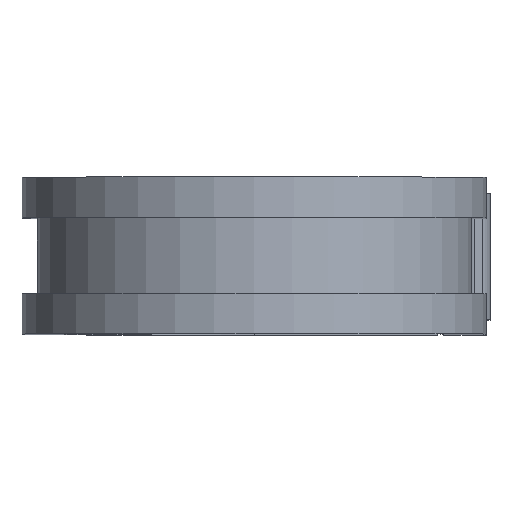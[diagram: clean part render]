
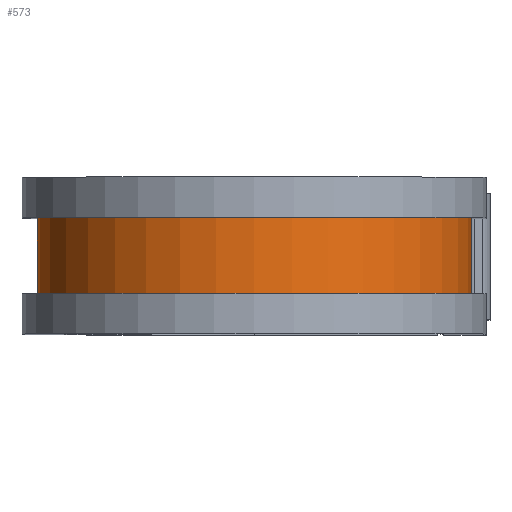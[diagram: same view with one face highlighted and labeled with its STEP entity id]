
A CAD part, top view. The second image highlights one B-rep face of the part: STEP entity #573.
In plain terms, the highlighted cylindrical face has radius 21.793 mm (diameter 43.586 mm), a partial arc.
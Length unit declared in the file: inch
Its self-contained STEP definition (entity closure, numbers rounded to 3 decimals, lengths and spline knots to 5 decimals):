
#23 = LINE ( 'NONE', #1677, #156 ) ;
#92 = VERTEX_POINT ( 'NONE', #1482 ) ;
#109 = CARTESIAN_POINT ( 'NONE',  ( -0.858, -0.15, 1.5 ) ) ;
#118 = VECTOR ( 'NONE', #1243, 39.37008 ) ;
#145 = LINE ( 'NONE', #427, #118 ) ;
#156 = VECTOR ( 'NONE', #768, 39.37008 ) ;
#298 = ORIENTED_EDGE ( 'NONE', *, *, #359, .F. ) ;
#328 = CARTESIAN_POINT ( 'NONE',  ( 0., 0.15, 1.5 ) ) ;
#359 = EDGE_CURVE ( 'NONE', #1188, #1432, #23, .T. ) ;
#427 = CARTESIAN_POINT ( 'NONE',  ( -0.858, 0.25, 1.5 ) ) ;
#494 = DIRECTION ( 'NONE',  ( 0., 0., -1. ) ) ;
#508 = CARTESIAN_POINT ( 'NONE',  ( 0.858, 0.15, 1.5 ) ) ;
#536 = ORIENTED_EDGE ( 'NONE', *, *, #1822, .F. ) ;
#573 = ADVANCED_FACE ( 'NONE', ( #908 ), #869, .T. ) ;
#629 = DIRECTION ( 'NONE',  ( 0., 0., -1. ) ) ;
#768 = DIRECTION ( 'NONE',  ( 0., -1., 0. ) ) ;
#849 = AXIS2_PLACEMENT_3D ( 'NONE', #1791, #870, #1994 ) ;
#869 = CYLINDRICAL_SURFACE ( 'NONE', #1737, 0.858 ) ;
#870 = DIRECTION ( 'NONE',  ( 0., -1., 0. ) ) ;
#896 = AXIS2_PLACEMENT_3D ( 'NONE', #328, #1441, #494 ) ;
#908 = FACE_OUTER_BOUND ( 'NONE', #1852, .T. ) ;
#921 = EDGE_CURVE ( 'NONE', #92, #926, #145, .T. ) ;
#926 = VERTEX_POINT ( 'NONE', #109 ) ;
#1093 = EDGE_CURVE ( 'NONE', #1188, #92, #1611, .T. ) ;
#1188 = VERTEX_POINT ( 'NONE', #508 ) ;
#1243 = DIRECTION ( 'NONE',  ( 0., -1., 0. ) ) ;
#1262 = CARTESIAN_POINT ( 'NONE',  ( 0., 0.25, 1.5 ) ) ;
#1432 = VERTEX_POINT ( 'NONE', #1479 ) ;
#1441 = DIRECTION ( 'NONE',  ( 0., -1., 0. ) ) ;
#1479 = CARTESIAN_POINT ( 'NONE',  ( 0.858, -0.15, 1.5 ) ) ;
#1482 = CARTESIAN_POINT ( 'NONE',  ( -0.858, 0.15, 1.5 ) ) ;
#1488 = ORIENTED_EDGE ( 'NONE', *, *, #1093, .T. ) ;
#1540 = DIRECTION ( 'NONE',  ( 0., -1., 0. ) ) ;
#1611 = CIRCLE ( 'NONE', #896, 0.858 ) ;
#1677 = CARTESIAN_POINT ( 'NONE',  ( 0.858, 0.25, 1.5 ) ) ;
#1737 = AXIS2_PLACEMENT_3D ( 'NONE', #1262, #1540, #629 ) ;
#1791 = CARTESIAN_POINT ( 'NONE',  ( 0., -0.15, 1.5 ) ) ;
#1822 = EDGE_CURVE ( 'NONE', #1432, #926, #1946, .T. ) ;
#1852 = EDGE_LOOP ( 'NONE', ( #298, #1488, #2054, #536 ) ) ;
#1946 = CIRCLE ( 'NONE', #849, 0.858 ) ;
#1994 = DIRECTION ( 'NONE',  ( 0., 0., -1. ) ) ;
#2054 = ORIENTED_EDGE ( 'NONE', *, *, #921, .T. ) ;
